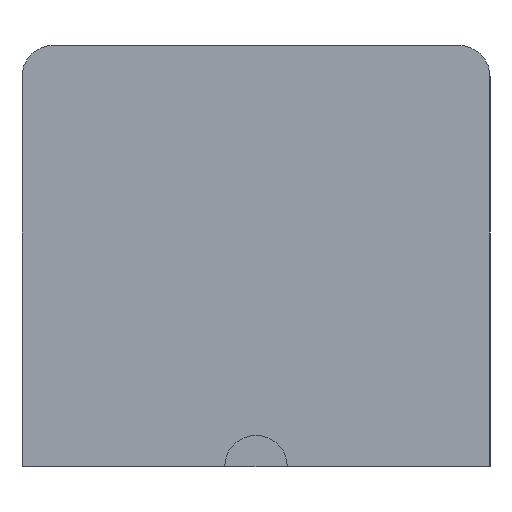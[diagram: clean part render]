
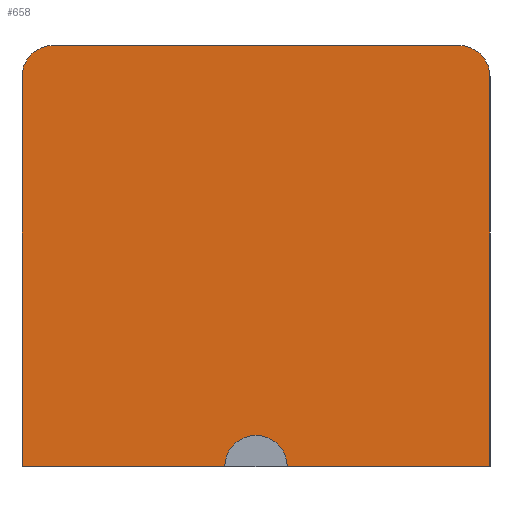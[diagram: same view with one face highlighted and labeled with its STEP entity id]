
A CAD part, left-side view. The second image highlights one B-rep face of the part: STEP entity #658.
In plain terms, the highlighted planar face has unit normal (-1, 0, 0).
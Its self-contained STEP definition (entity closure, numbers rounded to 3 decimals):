
#16=CIRCLE('',#688,2.);
#17=CIRCLE('',#691,2.);
#35=CIRCLE('',#727,2.);
#72=FACE_OUTER_BOUND('',#106,.T.);
#106=EDGE_LOOP('',(#525,#526,#527,#528,#529,#530,#531,#532));
#120=LINE('',#939,#192);
#126=LINE('',#956,#198);
#169=LINE('',#1080,#241);
#170=LINE('',#1084,#242);
#171=LINE('',#1085,#243);
#192=VECTOR('',#748,10.);
#198=VECTOR('',#762,10.);
#241=VECTOR('',#879,10.);
#242=VECTOR('',#882,10.);
#243=VECTOR('',#883,10.);
#264=VERTEX_POINT('',#936);
#265=VERTEX_POINT('',#938);
#269=VERTEX_POINT('',#947);
#270=VERTEX_POINT('',#949);
#271=VERTEX_POINT('',#953);
#316=VERTEX_POINT('',#1079);
#317=VERTEX_POINT('',#1081);
#318=VERTEX_POINT('',#1083);
#328=EDGE_CURVE('',#265,#264,#120,.T.);
#333=EDGE_CURVE('',#269,#270,#16,.T.);
#336=EDGE_CURVE('',#271,#269,#126,.T.);
#338=EDGE_CURVE('',#265,#271,#17,.T.);
#397=EDGE_CURVE('',#264,#316,#169,.T.);
#398=EDGE_CURVE('',#317,#316,#35,.F.);
#399=EDGE_CURVE('',#317,#318,#170,.T.);
#400=EDGE_CURVE('',#270,#318,#171,.T.);
#525=ORIENTED_EDGE('',*,*,#397,.T.);
#526=ORIENTED_EDGE('',*,*,#398,.F.);
#527=ORIENTED_EDGE('',*,*,#399,.T.);
#528=ORIENTED_EDGE('',*,*,#400,.F.);
#529=ORIENTED_EDGE('',*,*,#333,.F.);
#530=ORIENTED_EDGE('',*,*,#336,.F.);
#531=ORIENTED_EDGE('',*,*,#338,.F.);
#532=ORIENTED_EDGE('',*,*,#328,.T.);
#628=PLANE('',#726);
#658=ADVANCED_FACE('',(#72),#628,.T.);
#688=AXIS2_PLACEMENT_3D('',#950,#756,#757);
#691=AXIS2_PLACEMENT_3D('',#959,#766,#767);
#726=AXIS2_PLACEMENT_3D('',#1078,#877,#878);
#727=AXIS2_PLACEMENT_3D('',#1082,#880,#881);
#748=DIRECTION('',(0.,0.,-1.));
#756=DIRECTION('center_axis',(1.,0.,0.));
#757=DIRECTION('ref_axis',(0.,-0.707,0.707));
#762=DIRECTION('',(0.,-1.,0.));
#766=DIRECTION('center_axis',(1.,0.,0.));
#767=DIRECTION('ref_axis',(0.,0.707,0.707));
#877=DIRECTION('center_axis',(-1.,0.,0.));
#878=DIRECTION('ref_axis',(0.,-1.,0.));
#879=DIRECTION('',(0.,-1.,0.));
#880=DIRECTION('center_axis',(1.,0.,0.));
#881=DIRECTION('ref_axis',(0.,-0.707,0.707));
#882=DIRECTION('',(0.,-1.,0.));
#883=DIRECTION('',(0.,0.,-1.));
#936=CARTESIAN_POINT('',(23.,35.,0.));
#938=CARTESIAN_POINT('',(23.,35.,25.));
#939=CARTESIAN_POINT('',(23.,35.,0.));
#947=CARTESIAN_POINT('',(23.,7.,27.));
#949=CARTESIAN_POINT('',(23.,5.,25.));
#950=CARTESIAN_POINT('Origin',(23.,7.,25.));
#953=CARTESIAN_POINT('',(23.,33.,27.));
#956=CARTESIAN_POINT('',(23.,5.,27.));
#959=CARTESIAN_POINT('Origin',(23.,33.,25.));
#1078=CARTESIAN_POINT('Origin',(23.,35.,0.));
#1079=CARTESIAN_POINT('',(23.,22.,0.));
#1080=CARTESIAN_POINT('',(23.,17.5,0.));
#1081=CARTESIAN_POINT('',(23.,18.,0.));
#1082=CARTESIAN_POINT('Origin',(23.,20.,0.));
#1083=CARTESIAN_POINT('',(23.,5.,0.));
#1084=CARTESIAN_POINT('',(23.,17.5,0.));
#1085=CARTESIAN_POINT('',(23.,5.,0.));
